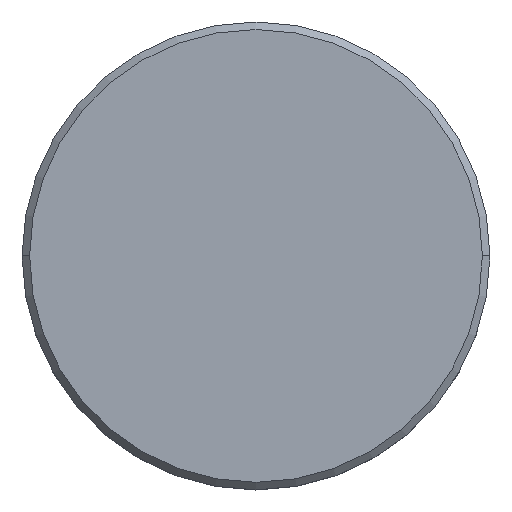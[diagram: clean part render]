
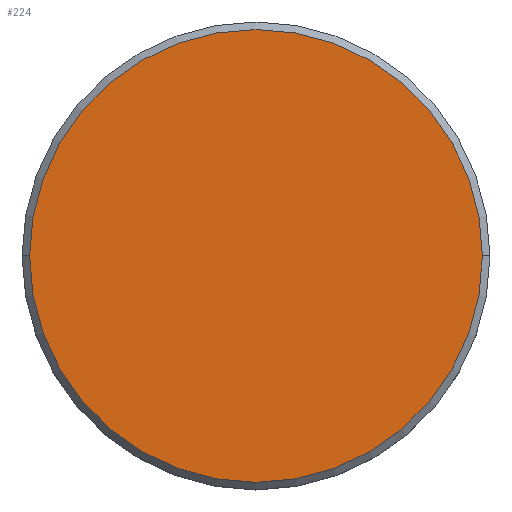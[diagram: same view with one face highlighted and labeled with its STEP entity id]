
A CAD part, top view. The second image highlights one B-rep face of the part: STEP entity #224.
In plain terms, the highlighted planar face has unit normal (0, 0, 1).
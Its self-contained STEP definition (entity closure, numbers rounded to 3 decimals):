
#15 = CARTESIAN_POINT ( 'NONE',  ( -15., 0., 0. ) ) ;
#24 = CARTESIAN_POINT ( 'NONE',  ( 0., 0., 0. ) ) ;
#57 = EDGE_LOOP ( 'NONE', ( #1120, #481 ) ) ;
#65 = FACE_OUTER_BOUND ( 'NONE', #57, .T. ) ;
#224 = ADVANCED_FACE ( 'NONE', ( #65 ), #792, .T. ) ;
#306 = VERTEX_POINT ( 'NONE', #15 ) ;
#337 = DIRECTION ( 'NONE',  ( 0., 0., 1. ) ) ;
#368 = AXIS2_PLACEMENT_3D ( 'NONE', #900, #612, #794 ) ;
#464 = VERTEX_POINT ( 'NONE', #594 ) ;
#481 = ORIENTED_EDGE ( 'NONE', *, *, #909, .T. ) ;
#561 = CIRCLE ( 'NONE', #368, 15. ) ;
#594 = CARTESIAN_POINT ( 'NONE',  ( 15., 0., 0. ) ) ;
#612 = DIRECTION ( 'NONE',  ( 0., 0., 1. ) ) ;
#774 = AXIS2_PLACEMENT_3D ( 'NONE', #1165, #337, #1104 ) ;
#792 = PLANE ( 'NONE',  #774 ) ;
#794 = DIRECTION ( 'NONE',  ( 1., 0., 0. ) ) ;
#900 = CARTESIAN_POINT ( 'NONE',  ( 0., 0., 0. ) ) ;
#909 = EDGE_CURVE ( 'NONE', #464, #306, #1053, .T. ) ;
#950 = AXIS2_PLACEMENT_3D ( 'NONE', #24, #1049, #1083 ) ;
#1016 = EDGE_CURVE ( 'NONE', #306, #464, #561, .T. ) ;
#1049 = DIRECTION ( 'NONE',  ( 0., 0., 1. ) ) ;
#1053 = CIRCLE ( 'NONE', #950, 15. ) ;
#1083 = DIRECTION ( 'NONE',  ( 1., 0., 0. ) ) ;
#1104 = DIRECTION ( 'NONE',  ( 1., 0., 0. ) ) ;
#1120 = ORIENTED_EDGE ( 'NONE', *, *, #1016, .T. ) ;
#1165 = CARTESIAN_POINT ( 'NONE',  ( 0., 0., 0. ) ) ;
